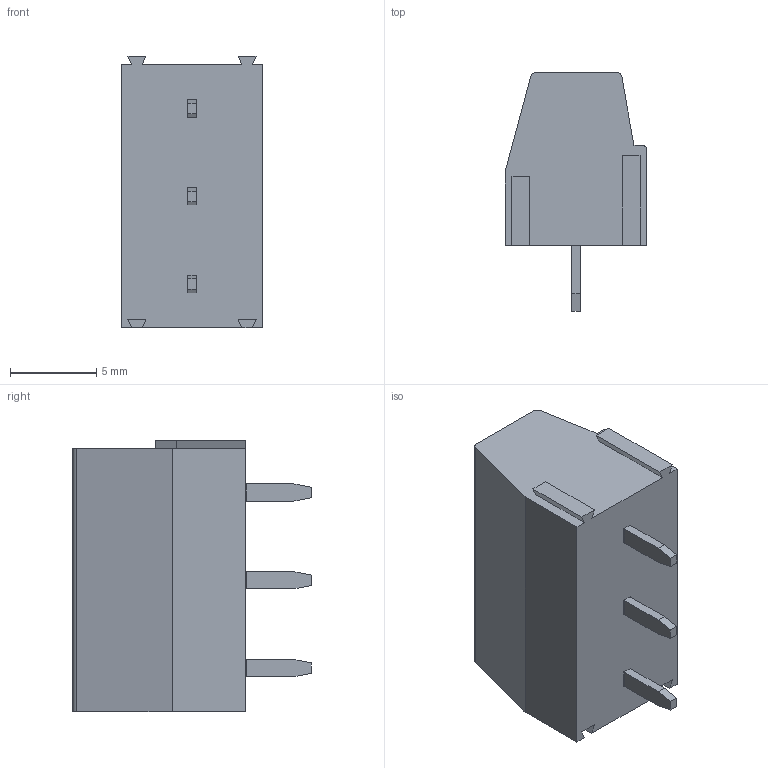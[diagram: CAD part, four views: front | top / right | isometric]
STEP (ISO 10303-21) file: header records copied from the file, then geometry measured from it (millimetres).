
FILE_DESCRIPTION (( 'STEP AP214' ), '1' );
FILE_NAME ('CUI_DEVICES_TB006-508-03BE.step', '2019-10-21T19:31:04', ( '' ), ( '' ), 'SwSTEP 2.0', 'SolidWorks 2019', '' );
FILE_SCHEMA (( 'AUTOMOTIVE_DESIGN' ));
Length unit declared in the file: millimetre
Products named in the file (2): CUI_DEVICES_TB006-508-03BE; TB006-508-03P_Blue - S
Assembly tree (1 placements, depth 2):
  CUI_DEVICES_TB006-508-03BE
    TB006-508-03P_Blue - S
Bounding box: 8.2 x 13.8 x 15.74 mm (x, y, z)
Volume: 1034.5 mm3; surface area: 898.5 mm2
Topology: 1 solids, 4 shells, 151 faces, 369 edges, 238 vertices
Faces by surface type: plane 97, bspline 24, cylinder 18, cone 12
Entity records: 6589 total; most frequent: CARTESIAN_POINT 2435, ORIENTED_EDGE 738, DIRECTION 658, EDGE_CURVE 369, VECTOR 240, LINE 240, VERTEX_POINT 238, AXIS2_PLACEMENT_3D 209
